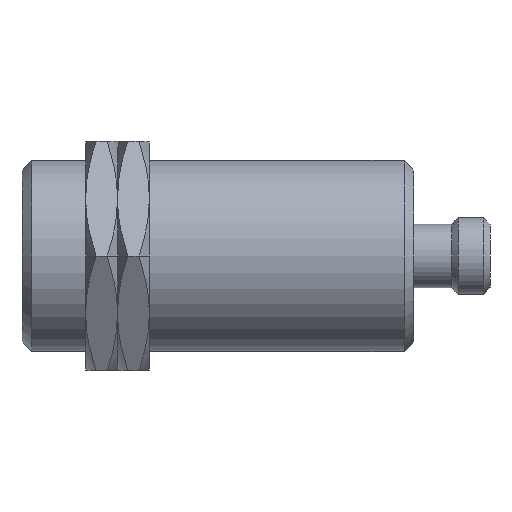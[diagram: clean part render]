
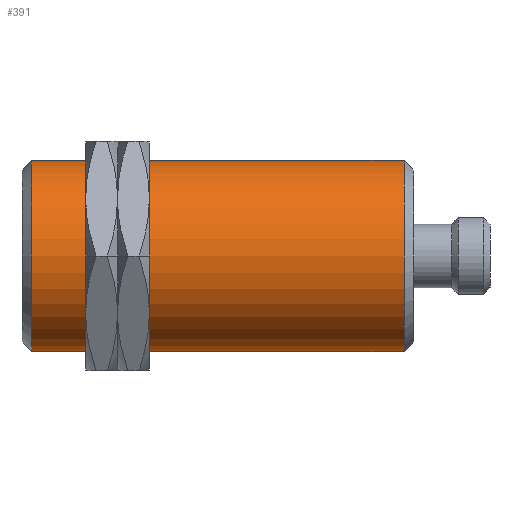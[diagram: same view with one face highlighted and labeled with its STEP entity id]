
A CAD part, left-side view. The second image highlights one B-rep face of the part: STEP entity #391.
In plain terms, the highlighted cylindrical face has radius 15 mm (diameter 30 mm), a partial arc.
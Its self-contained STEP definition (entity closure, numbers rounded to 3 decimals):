
#136=CARTESIAN_POINT('',(0.,-1.5,0.));
#137=DIRECTION('',(0.,1.,0.));
#138=DIRECTION('',(0.,0.,-1.));
#139=AXIS2_PLACEMENT_3D('',#136,#137,#138);
#141=DIRECTION('',(0.,1.,0.));
#142=VECTOR('',#141,58.5);
#143=CARTESIAN_POINT('',(0.,-60.,
15.));
#144=LINE('',#143,#142);
#145=CARTESIAN_POINT('',(0.,-60.,0.));
#146=DIRECTION('',(0.,1.,0.));
#147=DIRECTION('',(0.,0.,-1.));
#148=AXIS2_PLACEMENT_3D('',#145,#146,#147);
#150=DIRECTION('',(0.,1.,0.));
#151=VECTOR('',#150,58.5);
#152=CARTESIAN_POINT('',(0.,-60.,
-15.));
#153=LINE('',#152,#151);
#194=CARTESIAN_POINT('',(0.,-1.5,-15.));
#195=CARTESIAN_POINT('',(0.,-1.5,15.));
#196=VERTEX_POINT('',#194);
#197=VERTEX_POINT('',#195);
#198=CARTESIAN_POINT('',(0.,-60.,
-15.));
#199=VERTEX_POINT('',#198);
#200=CARTESIAN_POINT('',(0.,-60.,
15.));
#201=VERTEX_POINT('',#200);
#377=CARTESIAN_POINT('',(0.,3.675,0.));
#378=DIRECTION('',(0.,-1.,0.));
#379=DIRECTION('',(0.,0.,1.));
#380=AXIS2_PLACEMENT_3D('',#377,#378,#379);
#381=CYLINDRICAL_SURFACE('',#380,15.);
#383=ORIENTED_EDGE('',*,*,#382,.T.);
#385=ORIENTED_EDGE('',*,*,#384,.F.);
#386=ORIENTED_EDGE('',*,*,#367,.F.);
#388=ORIENTED_EDGE('',*,*,#387,.T.);
#389=EDGE_LOOP('',(#383,#385,#386,#388));
#390=FACE_OUTER_BOUND('',#389,.F.);
#391=ADVANCED_FACE('',(#390),#381,.T.);
#140=CIRCLE('',#139,15.);
#149=CIRCLE('',#148,15.);
#367=EDGE_CURVE('',#199,#201,#149,.T.);
#382=EDGE_CURVE('',#196,#197,#140,.T.);
#384=EDGE_CURVE('',#201,#197,#144,.T.);
#387=EDGE_CURVE('',#199,#196,#153,.T.);
